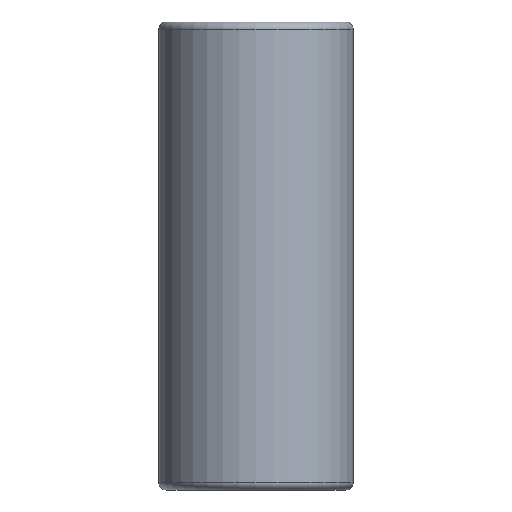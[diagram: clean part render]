
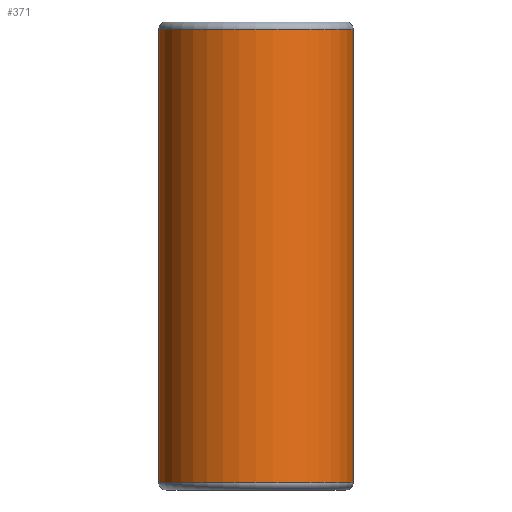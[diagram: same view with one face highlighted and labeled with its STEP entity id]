
A CAD part, front view. The second image highlights one B-rep face of the part: STEP entity #371.
In plain terms, the highlighted cylindrical face has radius 13.3 mm (diameter 26.6 mm), a full revolution.
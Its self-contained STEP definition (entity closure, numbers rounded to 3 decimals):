
#29=LINE('',#612,#41);
#41=VECTOR('',#484,13.3);
#53=CYLINDRICAL_SURFACE('',#413,13.3);
#73=FACE_OUTER_BOUND('',#97,.T.);
#97=EDGE_LOOP('',(#260,#261,#262,#263,#264));
#123=CIRCLE('',#408,13.3);
#127=CIRCLE('',#414,13.3);
#128=CIRCLE('',#415,13.3);
#161=VERTEX_POINT('',#600);
#164=VERTEX_POINT('',#609);
#165=VERTEX_POINT('',#610);
#199=EDGE_CURVE('',#161,#161,#123,.T.);
#203=EDGE_CURVE('',#164,#165,#127,.T.);
#204=EDGE_CURVE('',#165,#161,#29,.T.);
#205=EDGE_CURVE('',#165,#164,#128,.T.);
#260=ORIENTED_EDGE('',*,*,#203,.T.);
#261=ORIENTED_EDGE('',*,*,#204,.T.);
#262=ORIENTED_EDGE('',*,*,#199,.F.);
#263=ORIENTED_EDGE('',*,*,#204,.F.);
#264=ORIENTED_EDGE('',*,*,#205,.T.);
#371=ADVANCED_FACE('',(#73),#53,.T.);
#408=AXIS2_PLACEMENT_3D('',#601,#470,#471);
#413=AXIS2_PLACEMENT_3D('',#608,#480,#481);
#414=AXIS2_PLACEMENT_3D('',#611,#482,#483);
#415=AXIS2_PLACEMENT_3D('',#613,#485,#486);
#470=DIRECTION('center_axis',(0.,0.,-1.));
#471=DIRECTION('ref_axis',(1.,0.,0.));
#480=DIRECTION('center_axis',(0.,0.,1.));
#481=DIRECTION('ref_axis',(1.,0.,0.));
#482=DIRECTION('center_axis',(0.,0.,-1.));
#483=DIRECTION('ref_axis',(1.,0.,0.));
#484=DIRECTION('',(0.,0.,-1.));
#485=DIRECTION('center_axis',(0.,0.,-1.));
#486=DIRECTION('ref_axis',(1.,0.,0.));
#600=CARTESIAN_POINT('',(-236.344,64.479,1.714));
#601=CARTESIAN_POINT('Origin',(-223.044,64.479,1.714));
#608=CARTESIAN_POINT('Origin',(-223.044,64.479,1.714));
#609=CARTESIAN_POINT('',(-209.744,64.479,63.714));
#610=CARTESIAN_POINT('',(-236.344,64.479,63.714));
#611=CARTESIAN_POINT('Origin',(-223.044,64.479,63.714));
#612=CARTESIAN_POINT('',(-236.344,64.479,1.714));
#613=CARTESIAN_POINT('Origin',(-223.044,64.479,63.714));
